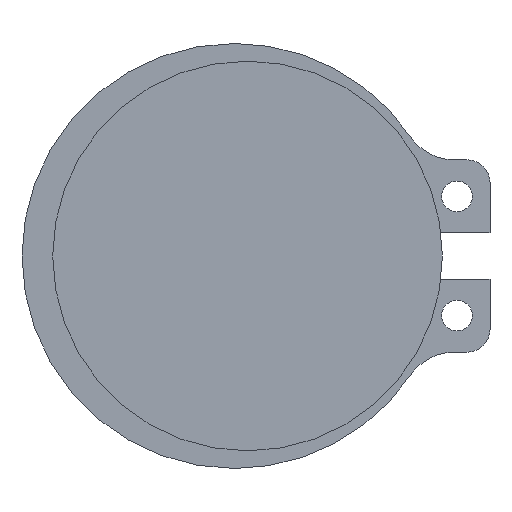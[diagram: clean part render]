
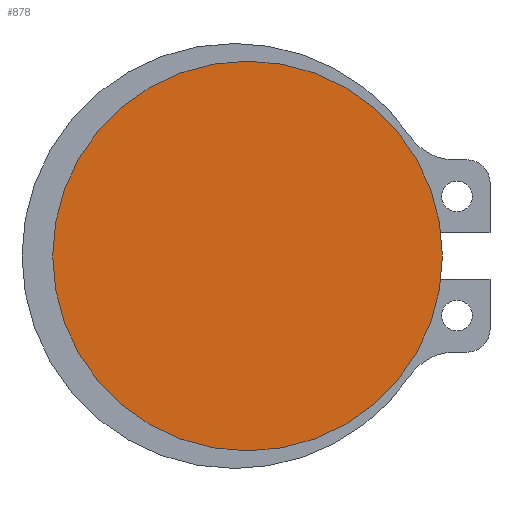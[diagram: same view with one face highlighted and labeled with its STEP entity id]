
A CAD part, left-side view. The second image highlights one B-rep face of the part: STEP entity #878.
In plain terms, the highlighted planar face has unit normal (-1, 0, 0).
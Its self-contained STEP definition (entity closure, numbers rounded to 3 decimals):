
#24 = CARTESIAN_POINT ( 'NONE',  ( 0., 0., 12.7 ) ) ;
#84 = EDGE_LOOP ( 'NONE', ( #107, #1265 ) ) ;
#107 = ORIENTED_EDGE ( 'NONE', *, *, #593, .T. ) ;
#124 = VERTEX_POINT ( 'NONE', #822 ) ;
#174 = DIRECTION ( 'NONE',  ( 0., 0., 1. ) ) ;
#218 = DIRECTION ( 'NONE',  ( 0., 0., -1. ) ) ;
#303 = AXIS2_PLACEMENT_3D ( 'NONE', #551, #539, #218 ) ;
#341 = FACE_OUTER_BOUND ( 'NONE', #84, .T. ) ;
#349 = AXIS2_PLACEMENT_3D ( 'NONE', #701, #710, #174 ) ;
#350 = DIRECTION ( 'NONE',  ( -1., 0., 0. ) ) ;
#477 = CIRCLE ( 'NONE', #630, 12.7 ) ;
#509 = EDGE_CURVE ( 'NONE', #124, #1090, #477, .T. ) ;
#539 = DIRECTION ( 'NONE',  ( 1., 0., 0. ) ) ;
#551 = CARTESIAN_POINT ( 'NONE',  ( 0., 0., 0. ) ) ;
#593 = EDGE_CURVE ( 'NONE', #1090, #124, #882, .T. ) ;
#630 = AXIS2_PLACEMENT_3D ( 'NONE', #872, #350, #1075 ) ;
#701 = CARTESIAN_POINT ( 'NONE',  ( 0., 0., 0. ) ) ;
#710 = DIRECTION ( 'NONE',  ( -1., 0., 0. ) ) ;
#822 = CARTESIAN_POINT ( 'NONE',  ( 0., 0., -12.7 ) ) ;
#872 = CARTESIAN_POINT ( 'NONE',  ( 0., 0., 0. ) ) ;
#878 = ADVANCED_FACE ( 'NONE', ( #341 ), #1254, .F. ) ;
#882 = CIRCLE ( 'NONE', #349, 12.7 ) ;
#1075 = DIRECTION ( 'NONE',  ( 0., 0., 1. ) ) ;
#1090 = VERTEX_POINT ( 'NONE', #24 ) ;
#1254 = PLANE ( 'NONE',  #303 ) ;
#1265 = ORIENTED_EDGE ( 'NONE', *, *, #509, .T. ) ;
